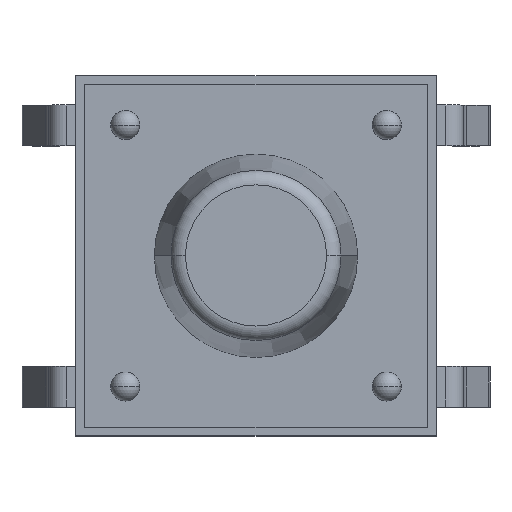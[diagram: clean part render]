
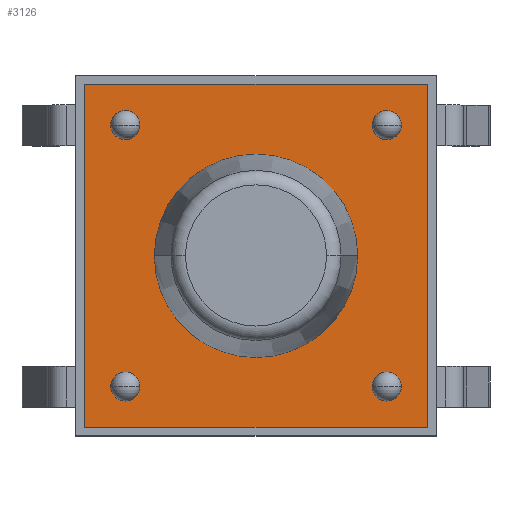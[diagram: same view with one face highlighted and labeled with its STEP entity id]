
A CAD part, top view. The second image highlights one B-rep face of the part: STEP entity #3126.
In plain terms, the highlighted planar face has unit normal (0, 0, 1).
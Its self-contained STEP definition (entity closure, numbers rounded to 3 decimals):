
#12 = EDGE_LOOP ( 'NONE', ( #1717, #3208 ) ) ;
#76 = CARTESIAN_POINT ( 'NONE',  ( 0., 0., 3.5 ) ) ;
#87 = EDGE_CURVE ( 'NONE', #3079, #2112, #3478, .T. ) ;
#89 = LINE ( 'NONE', #2672, #1381 ) ;
#94 = FACE_OUTER_BOUND ( 'NONE', #3519, .T. ) ;
#114 = DIRECTION ( 'NONE',  ( 0., 1., 0. ) ) ;
#123 = CARTESIAN_POINT ( 'NONE',  ( -2.5, -2.25, 3.5 ) ) ;
#160 = DIRECTION ( 'NONE',  ( 0., 0., 1. ) ) ;
#194 = CARTESIAN_POINT ( 'NONE',  ( 2.25, -2.25, 3.5 ) ) ;
#198 = VERTEX_POINT ( 'NONE', #805 ) ;
#226 = CIRCLE ( 'NONE', #1506, 0.25 ) ;
#235 = DIRECTION ( 'NONE',  ( 1., 0., 0. ) ) ;
#340 = FACE_BOUND ( 'NONE', #1579, .T. ) ;
#391 = EDGE_LOOP ( 'NONE', ( #814, #438 ) ) ;
#438 = ORIENTED_EDGE ( 'NONE', *, *, #463, .T. ) ;
#451 = EDGE_CURVE ( 'NONE', #1001, #3219, #1762, .T. ) ;
#463 = EDGE_CURVE ( 'NONE', #2743, #1020, #2251, .T. ) ;
#494 = CARTESIAN_POINT ( 'NONE',  ( 2.5, -2.25, 3.5 ) ) ;
#502 = CARTESIAN_POINT ( 'NONE',  ( 2., -2.25, 3.5 ) ) ;
#552 = CARTESIAN_POINT ( 'NONE',  ( 2.25, 2.25, 3.5 ) ) ;
#679 = LINE ( 'NONE', #2382, #1635 ) ;
#701 = CARTESIAN_POINT ( 'NONE',  ( 2., 2.25, 3.5 ) ) ;
#801 = AXIS2_PLACEMENT_3D ( 'NONE', #1567, #2715, #1282 ) ;
#805 = CARTESIAN_POINT ( 'NONE',  ( -2.5, 2.25, 3.5 ) ) ;
#814 = ORIENTED_EDGE ( 'NONE', *, *, #3586, .T. ) ;
#836 = CIRCLE ( 'NONE', #1574, 0.25 ) ;
#841 = EDGE_CURVE ( 'NONE', #2112, #1241, #89, .T. ) ;
#1001 = VERTEX_POINT ( 'NONE', #494 ) ;
#1005 = EDGE_CURVE ( 'NONE', #2223, #2392, #226, .T. ) ;
#1020 = VERTEX_POINT ( 'NONE', #2342 ) ;
#1078 = AXIS2_PLACEMENT_3D ( 'NONE', #2761, #160, #3089 ) ;
#1191 = VECTOR ( 'NONE', #114, 1000. ) ;
#1200 = CARTESIAN_POINT ( 'NONE',  ( -2., -2.25, 3.5 ) ) ;
#1234 = DIRECTION ( 'NONE',  ( 0., 0., 1. ) ) ;
#1241 = VERTEX_POINT ( 'NONE', #2684 ) ;
#1253 = DIRECTION ( 'NONE',  ( 1., 0., 0. ) ) ;
#1279 = DIRECTION ( 'NONE',  ( -1., 0., 0. ) ) ;
#1282 = DIRECTION ( 'NONE',  ( -1., 0., 0. ) ) ;
#1332 = LINE ( 'NONE', #2734, #1191 ) ;
#1336 = CIRCLE ( 'NONE', #3684, 0.25 ) ;
#1372 = CARTESIAN_POINT ( 'NONE',  ( -2.25, 2.25, 3.5 ) ) ;
#1381 = VECTOR ( 'NONE', #2415, 1000. ) ;
#1387 = CARTESIAN_POINT ( 'NONE',  ( 2.95, 2.95, 3.5 ) ) ;
#1420 = EDGE_CURVE ( 'NONE', #3273, #198, #2428, .T. ) ;
#1470 = ORIENTED_EDGE ( 'NONE', *, *, #1005, .T. ) ;
#1506 = AXIS2_PLACEMENT_3D ( 'NONE', #3386, #3123, #3663 ) ;
#1526 = PLANE ( 'NONE',  #2238 ) ;
#1567 = CARTESIAN_POINT ( 'NONE',  ( 2.25, 2.25, 3.5 ) ) ;
#1574 = AXIS2_PLACEMENT_3D ( 'NONE', #1953, #2527, #235 ) ;
#1579 = EDGE_LOOP ( 'NONE', ( #2707, #1470 ) ) ;
#1635 = VECTOR ( 'NONE', #1279, 1000. ) ;
#1643 = CARTESIAN_POINT ( 'NONE',  ( 2.25, -2.25, 3.5 ) ) ;
#1645 = VECTOR ( 'NONE', #2902, 1000. ) ;
#1648 = DIRECTION ( 'NONE',  ( -1., 0., 0. ) ) ;
#1649 = ORIENTED_EDGE ( 'NONE', *, *, #3061, .T. ) ;
#1717 = ORIENTED_EDGE ( 'NONE', *, *, #451, .F. ) ;
#1736 = CARTESIAN_POINT ( 'NONE',  ( -2., 2.25, 3.5 ) ) ;
#1758 = ORIENTED_EDGE ( 'NONE', *, *, #2075, .T. ) ;
#1762 = CIRCLE ( 'NONE', #2736, 0.25 ) ;
#1798 = VERTEX_POINT ( 'NONE', #1387 ) ;
#1876 = DIRECTION ( 'NONE',  ( 0., 0., 1. ) ) ;
#1953 = CARTESIAN_POINT ( 'NONE',  ( -2.25, -2.25, 3.5 ) ) ;
#2037 = EDGE_LOOP ( 'NONE', ( #2469, #2486 ) ) ;
#2075 = EDGE_CURVE ( 'NONE', #1241, #1798, #1332, .T. ) ;
#2108 = CARTESIAN_POINT ( 'NONE',  ( -2.95, 2.95, 3.5 ) ) ;
#2112 = VERTEX_POINT ( 'NONE', #3340 ) ;
#2202 = DIRECTION ( 'NONE',  ( 0., 0., 1. ) ) ;
#2223 = VERTEX_POINT ( 'NONE', #1200 ) ;
#2238 = AXIS2_PLACEMENT_3D ( 'NONE', #76, #1234, #1253 ) ;
#2251 = CIRCLE ( 'NONE', #801, 0.25 ) ;
#2342 = CARTESIAN_POINT ( 'NONE',  ( 2.5, 2.25, 3.5 ) ) ;
#2358 = CARTESIAN_POINT ( 'NONE',  ( -2.95, 2.95, 3.5 ) ) ;
#2382 = CARTESIAN_POINT ( 'NONE',  ( 2.95, 2.95, 3.5 ) ) ;
#2392 = VERTEX_POINT ( 'NONE', #123 ) ;
#2415 = DIRECTION ( 'NONE',  ( 1., 0., 0. ) ) ;
#2428 = CIRCLE ( 'NONE', #1078, 0.25 ) ;
#2469 = ORIENTED_EDGE ( 'NONE', *, *, #2536, .F. ) ;
#2483 = AXIS2_PLACEMENT_3D ( 'NONE', #1372, #3362, #2831 ) ;
#2486 = ORIENTED_EDGE ( 'NONE', *, *, #1420, .F. ) ;
#2527 = DIRECTION ( 'NONE',  ( 0., 0., -1. ) ) ;
#2536 = EDGE_CURVE ( 'NONE', #198, #3273, #3263, .T. ) ;
#2546 = EDGE_CURVE ( 'NONE', #2392, #2223, #836, .T. ) ;
#2563 = EDGE_CURVE ( 'NONE', #3219, #1001, #2960, .T. ) ;
#2672 = CARTESIAN_POINT ( 'NONE',  ( -2.95, -2.95, 3.5 ) ) ;
#2684 = CARTESIAN_POINT ( 'NONE',  ( 2.95, -2.95, 3.5 ) ) ;
#2694 = FACE_BOUND ( 'NONE', #2037, .T. ) ;
#2703 = ORIENTED_EDGE ( 'NONE', *, *, #841, .T. ) ;
#2707 = ORIENTED_EDGE ( 'NONE', *, *, #2546, .T. ) ;
#2715 = DIRECTION ( 'NONE',  ( 0., 0., -1. ) ) ;
#2734 = CARTESIAN_POINT ( 'NONE',  ( 2.95, -2.95, 3.5 ) ) ;
#2736 = AXIS2_PLACEMENT_3D ( 'NONE', #194, #1876, #3027 ) ;
#2743 = VERTEX_POINT ( 'NONE', #701 ) ;
#2761 = CARTESIAN_POINT ( 'NONE',  ( -2.25, 2.25, 3.5 ) ) ;
#2831 = DIRECTION ( 'NONE',  ( 1., 0., 0. ) ) ;
#2902 = DIRECTION ( 'NONE',  ( 0., -1., 0. ) ) ;
#2960 = CIRCLE ( 'NONE', #3676, 0.25 ) ;
#2963 = FACE_BOUND ( 'NONE', #391, .T. ) ;
#3027 = DIRECTION ( 'NONE',  ( -1., 0., 0. ) ) ;
#3061 = EDGE_CURVE ( 'NONE', #1798, #3079, #679, .T. ) ;
#3079 = VERTEX_POINT ( 'NONE', #2358 ) ;
#3089 = DIRECTION ( 'NONE',  ( 1., 0., 0. ) ) ;
#3123 = DIRECTION ( 'NONE',  ( 0., 0., -1. ) ) ;
#3126 = ADVANCED_FACE ( 'NONE', ( #3228, #2963, #340, #2694, #94 ), #1526, .T. ) ;
#3125 = DIRECTION ( 'NONE',  ( 0., 0., -1. ) ) ;
#3208 = ORIENTED_EDGE ( 'NONE', *, *, #2563, .F. ) ;
#3219 = VERTEX_POINT ( 'NONE', #502 ) ;
#3228 = FACE_BOUND ( 'NONE', #12, .T. ) ;
#3263 = CIRCLE ( 'NONE', #2483, 0.25 ) ;
#3273 = VERTEX_POINT ( 'NONE', #1736 ) ;
#3340 = CARTESIAN_POINT ( 'NONE',  ( -2.95, -2.95, 3.5 ) ) ;
#3349 = DIRECTION ( 'NONE',  ( -1., 0., 0. ) ) ;
#3362 = DIRECTION ( 'NONE',  ( 0., 0., 1. ) ) ;
#3386 = CARTESIAN_POINT ( 'NONE',  ( -2.25, -2.25, 3.5 ) ) ;
#3391 = ORIENTED_EDGE ( 'NONE', *, *, #87, .T. ) ;
#3478 = LINE ( 'NONE', #2108, #1645 ) ;
#3519 = EDGE_LOOP ( 'NONE', ( #3391, #2703, #1758, #1649 ) ) ;
#3586 = EDGE_CURVE ( 'NONE', #1020, #2743, #1336, .T. ) ;
#3663 = DIRECTION ( 'NONE',  ( 1., 0., 0. ) ) ;
#3676 = AXIS2_PLACEMENT_3D ( 'NONE', #1643, #2202, #3349 ) ;
#3684 = AXIS2_PLACEMENT_3D ( 'NONE', #552, #3125, #1648 ) ;
